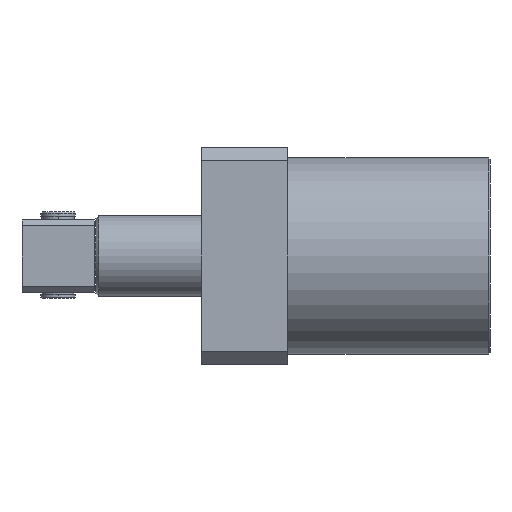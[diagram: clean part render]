
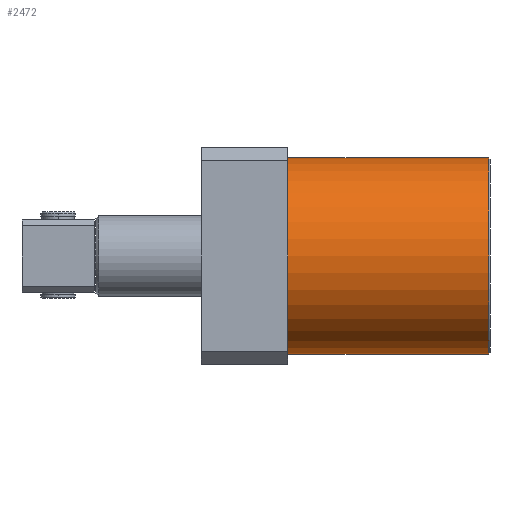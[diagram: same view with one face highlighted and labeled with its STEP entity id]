
A CAD part, left-side view. The second image highlights one B-rep face of the part: STEP entity #2472.
In plain terms, the highlighted cylindrical face has radius 34 mm (diameter 68 mm), a partial arc.
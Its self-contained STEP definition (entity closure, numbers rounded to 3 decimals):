
#45 = EDGE_LOOP ( 'NONE', ( #2442, #2566, #2570, #2446 ) ) ;
#1272 = CARTESIAN_POINT ( 'NONE',  ( 0., 70., 34. ) ) ;
#1329 = AXIS2_PLACEMENT_3D ( 'NONE', #5722, #5723, #5724 ) ;
#1334 = AXIS2_PLACEMENT_3D ( 'NONE', #5827, #5828, #5829 ) ;
#1357 = AXIS2_PLACEMENT_3D ( 'NONE', #6270, #6269, #6261 ) ;
#1613 = LINE ( 'NONE', #1272, #1619 ) ;
#1619 = VECTOR ( 'NONE', #5347, 1000. ) ;
#1646 = LINE ( 'NONE', #5419, #1649 ) ;
#1649 = VECTOR ( 'NONE', #5421, 1000. ) ;
#2161 = EDGE_CURVE ( 'NONE', #2614, #2642, #1613, .T. ) ;
#2180 = EDGE_CURVE ( 'NONE', #2788, #2670, #1646, .T. ) ;
#2271 = EDGE_CURVE ( 'NONE', #2670, #2642, #5881, .T. ) ;
#2293 = EDGE_CURVE ( 'NONE', #2788, #2614, #5912, .T. ) ;
#2442 = ORIENTED_EDGE ( 'NONE', *, *, #2161, .F. ) ;
#2446 = ORIENTED_EDGE ( 'NONE', *, *, #2271, .T. ) ;
#2472 = ADVANCED_FACE ( 'NONE', ( #5973 ), #5982, .T. ) ;
#2566 = ORIENTED_EDGE ( 'NONE', *, *, #2293, .F. ) ;
#2570 = ORIENTED_EDGE ( 'NONE', *, *, #2180, .T. ) ;
#2614 = VERTEX_POINT ( 'NONE', #6574 ) ;
#2642 = VERTEX_POINT ( 'NONE', #6602 ) ;
#2670 = VERTEX_POINT ( 'NONE', #6630 ) ;
#2788 = VERTEX_POINT ( 'NONE', #4739 ) ;
#4739 = CARTESIAN_POINT ( 'NONE',  ( 0., 70., -34. ) ) ;
#5347 = DIRECTION ( 'NONE',  ( 0., -1., 0. ) ) ;
#5419 = CARTESIAN_POINT ( 'NONE',  ( 0., 70., -34. ) ) ;
#5421 = DIRECTION ( 'NONE',  ( 0., -1., 0. ) ) ;
#5722 = CARTESIAN_POINT ( 'NONE',  ( 0., 0.5, 0. ) ) ;
#5723 = DIRECTION ( 'NONE',  ( 0., 1., 0. ) ) ;
#5724 = DIRECTION ( 'NONE',  ( 0., 0., 1. ) ) ;
#5827 = CARTESIAN_POINT ( 'NONE',  ( 0., 70., 0. ) ) ;
#5828 = DIRECTION ( 'NONE',  ( 0., 1., 0. ) ) ;
#5829 = DIRECTION ( 'NONE',  ( 0., 0., 1. ) ) ;
#5881 = CIRCLE ( 'NONE', #1329, 34. ) ;
#5912 = CIRCLE ( 'NONE', #1334, 34. ) ;
#5973 = FACE_OUTER_BOUND ( 'NONE', #45, .T. ) ;
#5982 = CYLINDRICAL_SURFACE ( 'NONE', #1357, 34. ) ;
#6261 = DIRECTION ( 'NONE',  ( 0., 0., -1. ) ) ;
#6269 = DIRECTION ( 'NONE',  ( 0., -1., 0. ) ) ;
#6270 = CARTESIAN_POINT ( 'NONE',  ( 0., 70., 0. ) ) ;
#6574 = CARTESIAN_POINT ( 'NONE',  ( 0., 70., 34. ) ) ;
#6602 = CARTESIAN_POINT ( 'NONE',  ( 0., 0.5, 34. ) ) ;
#6630 = CARTESIAN_POINT ( 'NONE',  ( 0., 0.5, -34. ) ) ;
